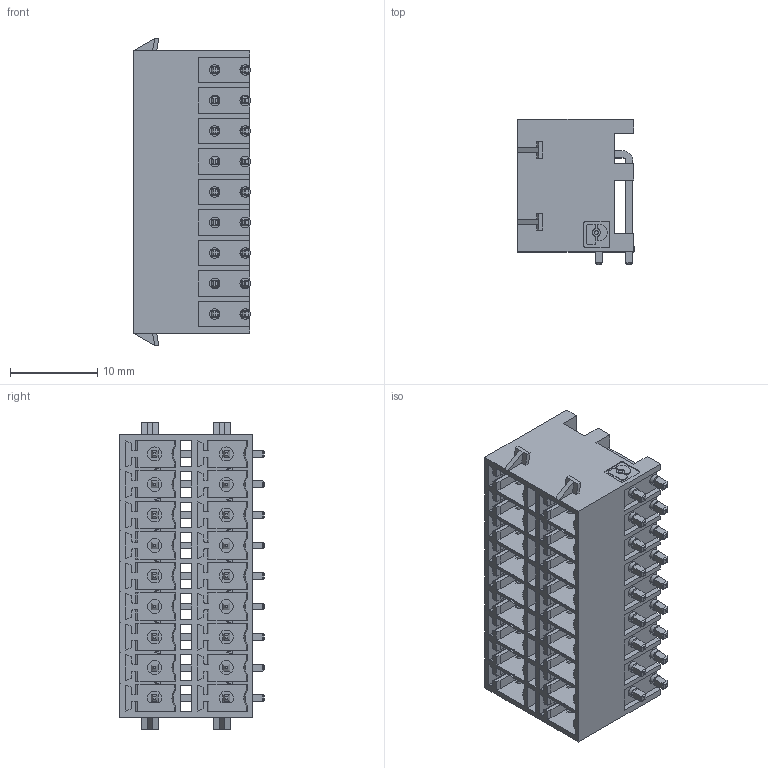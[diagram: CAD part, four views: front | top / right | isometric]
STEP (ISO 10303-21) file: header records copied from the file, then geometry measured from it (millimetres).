
FILE_DESCRIPTION(('SolidDesigner STEP Export'),'2;1');
FILE_NAME('mcdn_1.5-9-g1-3.5_rnp14thr.stp','2003-03-19T17:43:02',(''),(''),'OneSpaceDesigner STEP processor Version: 9.0 (March 2001)for AP214(CD)(Solid Model)','CoCreate OneSpaceDesigner: 11.50A 18-Jul-2002(C) CoCreate Software GmbH','');
FILE_SCHEMA(('AUTOMOTIVE_DESIGN_CC2 {1 2 10303 214 -1 1 5 1}'));
Length unit declared in the file: millimetre
Products named in the file (2): mcdn_1.5-9-g1-3.5_rnp14thr
Assembly tree (1 placements, depth 2):
  mcdn_1.5-9-g1-3.5_rnp14thr
    mcdn_1.5-9-g1-3.5_rnp14thr
Bounding box: 13.4 x 16.6 x 35.2 mm (x, y, z)
Volume: 3725 mm3; surface area: 6571.3 mm2
Topology: 1 solids, 1 shells, 1385 faces, 3732 edges, 2407 vertices
Faces by surface type: plane 1127, cylinder 222, cone 36
Entity records: 52502 total; most frequent: CARTESIAN_POINT 7579, ORIENTED_EDGE 7464, DIRECTION 6338, EDGE_CURVE 3732, VECTOR 3070, LINE 3070, VERTEX_POINT 2407, AXIS2_PLACEMENT_3D 1634
